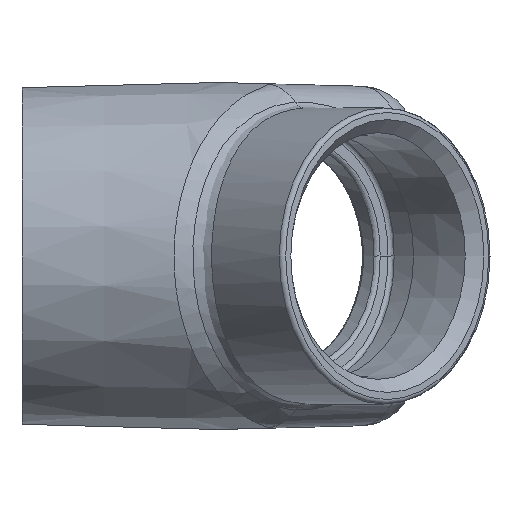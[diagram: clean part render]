
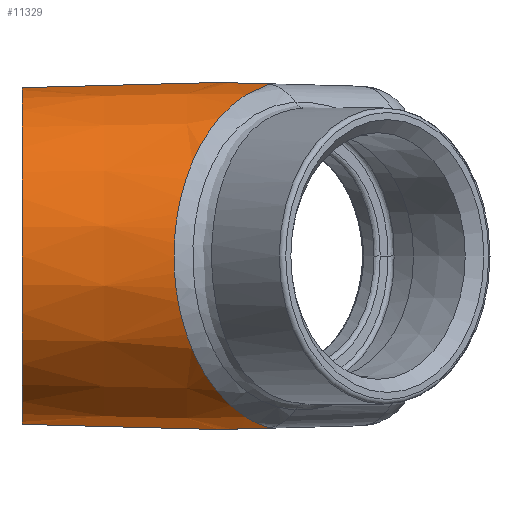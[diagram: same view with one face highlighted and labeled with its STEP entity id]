
A CAD part, left-side view. The second image highlights one B-rep face of the part: STEP entity #11329.
In plain terms, the highlighted conical face has half-angle 1.5 degrees and reference radius 59.99 mm.
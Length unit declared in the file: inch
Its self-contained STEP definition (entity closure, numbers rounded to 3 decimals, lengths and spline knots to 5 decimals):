
#16=(
BOUNDED_CURVE()
B_SPLINE_CURVE(2,(#25220,#25221,#25222),.UNSPECIFIED.,.F.,.F.)
B_SPLINE_CURVE_WITH_KNOTS((3,3),(7.13926,10.59747),
 .UNSPECIFIED.)
CURVE()
GEOMETRIC_REPRESENTATION_ITEM()
RATIONAL_B_SPLINE_CURVE((1.,1.,1.))
REPRESENTATION_ITEM('')
);
#17=(
BOUNDED_CURVE()
B_SPLINE_CURVE(2,(#25231,#25232,#25233),.UNSPECIFIED.,.F.,.F.)
B_SPLINE_CURVE_WITH_KNOTS((3,3),(3.68104,7.13926),
 .UNSPECIFIED.)
CURVE()
GEOMETRIC_REPRESENTATION_ITEM()
RATIONAL_B_SPLINE_CURVE((1.,1.,1.))
REPRESENTATION_ITEM('')
);
#101=CONICAL_SURFACE('',#12122,2.36183,0.026);
#413=CIRCLE('',#12088,2.27419);
#1234=FACE_OUTER_BOUND('',#1908,.T.);
#1908=EDGE_LOOP('',(#9318,#9319,#9320,#9321,#9322,#9323,#9324,#9325));
#2605=LINE('',#25163,#3455);
#2611=LINE('',#25234,#3461);
#3455=VECTOR('',#13762,0.39384);
#3461=VECTOR('',#13796,0.39384);
#4259=B_SPLINE_CURVE_WITH_KNOTS('',3,(#24970,#24971,#24972,#24973,#24974,
#24975,#24976,#24977,#24978,#24979,#24980,#24981,#24982,#24983,#24984,#24985,
#24986,#24987,#24988,#24989,#24990,#24991,#24992,#24993,#24994,#24995,#24996,
#24997,#24998,#24999,#25000,#25001,#25002,#25003,#25004,#25005,#25006,#25007,
#25008,#25009,#25010,#25011,#25012,#25013,#25014,#25015),.UNSPECIFIED.,
 .F.,.F.,(4,3,3,3,3,3,3,3,3,3,3,3,3,3,3,4),(-1.36332,-0.97379,
-0.6345,-0.58426,-0.29907,-0.19473,
0.10449,0.14734,0.19476,0.46372,
0.58429,0.8753,0.92028,0.9738,
1.29551,1.36332),.UNSPECIFIED.);
#4267=B_SPLINE_CURVE_WITH_KNOTS('',3,(#25179,#25180,#25181,#25182,#25183,
#25184),.UNSPECIFIED.,.F.,.F.,(4,2,4),(8.06245,8.07601,
8.23711),.UNSPECIFIED.);
#4270=B_SPLINE_CURVE_WITH_KNOTS('',3,(#25224,#25225,#25226,#25227,#25228,
#25229),.UNSPECIFIED.,.F.,.F.,(4,2,4),(10.20315,10.36425,
10.3778),.UNSPECIFIED.);
#5059=VERTEX_POINT('',#24368);
#5060=VERTEX_POINT('',#24370);
#5075=VERTEX_POINT('',#24962);
#5076=VERTEX_POINT('',#24969);
#5102=VERTEX_POINT('',#25161);
#5106=VERTEX_POINT('',#25178);
#5114=VERTEX_POINT('',#25223);
#5115=VERTEX_POINT('',#25230);
#6525=EDGE_CURVE('',#5060,#5059,#413,.T.);
#6546=EDGE_CURVE('',#5075,#5076,#4259,.T.);
#6579=EDGE_CURVE('',#5059,#5102,#2605,.T.);
#6584=EDGE_CURVE('',#5076,#5106,#4267,.T.);
#6597=EDGE_CURVE('',#5102,#5106,#16,.T.);
#6598=EDGE_CURVE('',#5114,#5075,#4270,.T.);
#6599=EDGE_CURVE('',#5114,#5115,#17,.T.);
#6600=EDGE_CURVE('',#5115,#5060,#2611,.T.);
#9318=ORIENTED_EDGE('',*,*,#6525,.T.);
#9319=ORIENTED_EDGE('',*,*,#6579,.T.);
#9320=ORIENTED_EDGE('',*,*,#6597,.T.);
#9321=ORIENTED_EDGE('',*,*,#6584,.F.);
#9322=ORIENTED_EDGE('',*,*,#6546,.F.);
#9323=ORIENTED_EDGE('',*,*,#6598,.F.);
#9324=ORIENTED_EDGE('',*,*,#6599,.T.);
#9325=ORIENTED_EDGE('',*,*,#6600,.T.);
#11329=ADVANCED_FACE('',(#1234),#101,.T.);
#12088=AXIS2_PLACEMENT_3D('',#24371,#13704,#13705);
#12122=AXIS2_PLACEMENT_3D('',#25219,#13794,#13795);
#13704=DIRECTION('center_axis',(0.,-1.,0.));
#13705=DIRECTION('ref_axis',(0.,0.,1.));
#13762=DIRECTION('',(0.,-1.,-0.026));
#13794=DIRECTION('center_axis',(0.,-1.,0.));
#13795=DIRECTION('ref_axis',(0.,0.,1.));
#13796=DIRECTION('',(0.,1.,-0.026));
#24368=CARTESIAN_POINT('',(-8.28831,2.65625,-2.27419));
#24370=CARTESIAN_POINT('',(-8.28831,2.65625,2.27419));
#24371=CARTESIAN_POINT('Origin',(-8.28831,2.65625,0.));
#24962=CARTESIAN_POINT('',(-8.71525,-0.68375,2.32274));
#24969=CARTESIAN_POINT('',(-8.71525,-0.68375,-2.32274));
#24970=CARTESIAN_POINT('Ctrl Pts',(-8.71525,-0.68375,
2.32274));
#24971=CARTESIAN_POINT('Ctrl Pts',(-9.0174,-0.47783,
2.26172));
#24972=CARTESIAN_POINT('Ctrl Pts',(-9.30793,-0.28052,
2.14094));
#24973=CARTESIAN_POINT('Ctrl Pts',(-9.56482,-0.10652,
1.969));
#24974=CARTESIAN_POINT('Ctrl Pts',(-9.78857,0.04504,
1.81923));
#24975=CARTESIAN_POINT('Ctrl Pts',(-9.9868,0.17891,
1.63065));
#24976=CARTESIAN_POINT('Ctrl Pts',(-10.14796,0.28759,
1.41425));
#24977=CARTESIAN_POINT('Ctrl Pts',(-10.17183,0.30368,1.38221));
#24978=CARTESIAN_POINT('Ctrl Pts',(-10.19488,0.31922,
1.34955));
#24979=CARTESIAN_POINT('Ctrl Pts',(-10.21708,0.33418,
1.31633));
#24980=CARTESIAN_POINT('Ctrl Pts',(-10.3431,0.41913,
1.12772));
#24981=CARTESIAN_POINT('Ctrl Pts',(-10.44171,0.48553,
0.92064));
#24982=CARTESIAN_POINT('Ctrl Pts',(-10.50926,0.53099,
0.70384));
#24983=CARTESIAN_POINT('Ctrl Pts',(-10.53397,0.54762,
0.62452));
#24984=CARTESIAN_POINT('Ctrl Pts',(-10.55453,0.56145,
0.5439));
#24985=CARTESIAN_POINT('Ctrl Pts',(-10.57075,0.57237,
0.4624));
#24986=CARTESIAN_POINT('Ctrl Pts',(-10.61725,0.60366,
0.2287));
#24987=CARTESIAN_POINT('Ctrl Pts',(-10.62809,0.61094,
-0.01218));
#24988=CARTESIAN_POINT('Ctrl Pts',(-10.60316,0.59414,
-0.24923));
#24989=CARTESIAN_POINT('Ctrl Pts',(-10.59959,0.59174,-0.28318));
#24990=CARTESIAN_POINT('Ctrl Pts',(-10.59529,0.58884,
-0.31705));
#24991=CARTESIAN_POINT('Ctrl Pts',(-10.59026,0.58544,-0.35081));
#24992=CARTESIAN_POINT('Ctrl Pts',(-10.58468,0.58169,
-0.38816));
#24993=CARTESIAN_POINT('Ctrl Pts',(-10.57821,0.57733,
-0.42538));
#24994=CARTESIAN_POINT('Ctrl Pts',(-10.57084,0.57237,
-0.46241));
#24995=CARTESIAN_POINT('Ctrl Pts',(-10.52905,0.54422,
-0.6725));
#24996=CARTESIAN_POINT('Ctrl Pts',(-10.45836,0.49669,-0.87676));
#24997=CARTESIAN_POINT('Ctrl Pts',(-10.36194,0.43177,
-1.06788));
#24998=CARTESIAN_POINT('Ctrl Pts',(-10.31871,0.40267,
-1.15355));
#24999=CARTESIAN_POINT('Ctrl Pts',(-10.27032,0.37007,
-1.23658));
#25000=CARTESIAN_POINT('Ctrl Pts',(-10.21704,0.33416,
-1.3163));
#25001=CARTESIAN_POINT('Ctrl Pts',(-10.08842,0.24748,
-1.50875));
#25002=CARTESIAN_POINT('Ctrl Pts',(-9.93132,0.14149,
-1.68196));
#25003=CARTESIAN_POINT('Ctrl Pts',(-9.75295,0.02083,
-1.82897));
#25004=CARTESIAN_POINT('Ctrl Pts',(-9.72538,0.00218,
-1.85169));
#25005=CARTESIAN_POINT('Ctrl Pts',(-9.69731,-0.01682,
-1.87379));
#25006=CARTESIAN_POINT('Ctrl Pts',(-9.66875,-0.03615,
-1.89524));
#25007=CARTESIAN_POINT('Ctrl Pts',(-9.63477,-0.05916,
-1.92075));
#25008=CARTESIAN_POINT('Ctrl Pts',(-9.60011,-0.08263,
-1.94535));
#25009=CARTESIAN_POINT('Ctrl Pts',(-9.56481,-0.10654,
-1.96898));
#25010=CARTESIAN_POINT('Ctrl Pts',(-9.35265,-0.25027,
-2.111));
#25011=CARTESIAN_POINT('Ctrl Pts',(-9.11753,-0.40985,
-2.21812));
#25012=CARTESIAN_POINT('Ctrl Pts',(-8.87188,-0.57707,
-2.28548));
#25013=CARTESIAN_POINT('Ctrl Pts',(-8.8201,-0.61231,
-2.29968));
#25014=CARTESIAN_POINT('Ctrl Pts',(-8.76785,-0.6479,
-2.31212));
#25015=CARTESIAN_POINT('Ctrl Pts',(-8.71525,-0.68375,
-2.32274));
#25161=CARTESIAN_POINT('',(-8.28831,0.,-2.34375));
#25163=CARTESIAN_POINT('',(-8.28831,-0.69055,-2.36183));
#25178=CARTESIAN_POINT('',(-8.67947,-0.62326,-2.32743));
#25179=CARTESIAN_POINT('Ctrl Pts',(-8.71525,-0.68375,
-2.32274));
#25180=CARTESIAN_POINT('Ctrl Pts',(-8.714,-0.68248,
-2.32294));
#25181=CARTESIAN_POINT('Ctrl Pts',(-8.71277,-0.68119,
-2.32313));
#25182=CARTESIAN_POINT('Ctrl Pts',(-8.69737,-0.66438,
-2.32549));
#25183=CARTESIAN_POINT('Ctrl Pts',(-8.68619,-0.64469,
-2.32687));
#25184=CARTESIAN_POINT('Ctrl Pts',(-8.67947,-0.62326,
-2.32743));
#25219=CARTESIAN_POINT('Origin',(-8.28831,-0.69055,0.));
#25220=CARTESIAN_POINT('Ctrl Pts',(-8.28831,0.,
-2.34375));
#25221=CARTESIAN_POINT('Ctrl Pts',(-8.48389,0.,
-2.34375));
#25222=CARTESIAN_POINT('Ctrl Pts',(-8.67947,-0.62326,
-2.32743));
#25223=CARTESIAN_POINT('',(-8.67947,-0.62326,2.32743));
#25224=CARTESIAN_POINT('Ctrl Pts',(-8.67947,-0.62326,
2.32743));
#25225=CARTESIAN_POINT('Ctrl Pts',(-8.68619,-0.64469,
2.32687));
#25226=CARTESIAN_POINT('Ctrl Pts',(-8.69737,-0.66438,
2.32549));
#25227=CARTESIAN_POINT('Ctrl Pts',(-8.71277,-0.68119,
2.32313));
#25228=CARTESIAN_POINT('Ctrl Pts',(-8.714,-0.68248,
2.32294));
#25229=CARTESIAN_POINT('Ctrl Pts',(-8.71525,-0.68375,
2.32274));
#25230=CARTESIAN_POINT('',(-8.28831,0.,2.34375));
#25231=CARTESIAN_POINT('Ctrl Pts',(-8.67947,-0.62326,
2.32743));
#25232=CARTESIAN_POINT('Ctrl Pts',(-8.48389,0.,
2.34375));
#25233=CARTESIAN_POINT('Ctrl Pts',(-8.28831,0.,
2.34375));
#25234=CARTESIAN_POINT('',(-8.28831,-0.69055,2.36183));
